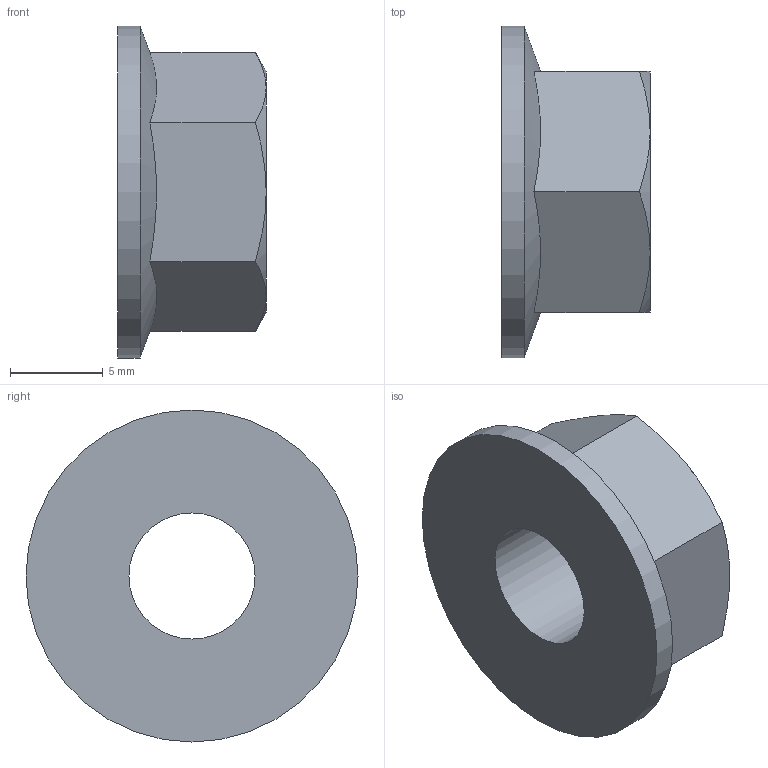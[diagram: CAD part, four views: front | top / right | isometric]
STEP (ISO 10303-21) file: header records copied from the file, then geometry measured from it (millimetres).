
FILE_DESCRIPTION (( 'STEP AP214' ), '1' );
FILE_NAME ('Verzle DIN 6923 - M8.STEP', '2018-09-19T13:15:13', ( '' ), ( '' ), 'SwSTEP 2.0', 'SolidWorks 2018', '' );
FILE_SCHEMA (( 'AUTOMOTIVE_DESIGN' ));
Length unit declared in the file: millimetre
Products named in the file (1): Verzle DIN 6923 - M8
Bounding box: 8 x 17.9 x 17.9 mm (x, y, z)
Volume: 1043.9 mm3; surface area: 940.7 mm2
Topology: 1 solids, 1 shells, 17 faces, 37 edges, 22 vertices
Faces by surface type: plane 8, cone 7, cylinder 2
Full cylindrical faces by diameter (mm): 6.8 x1, 17.9 x1
Entity records: 573 total; most frequent: CARTESIAN_POINT 192, ORIENTED_EDGE 68, DIRECTION 62, EDGE_CURVE 34, AXIS2_PLACEMENT_3D 28, VERTEX_POINT 22, EDGE_LOOP 22, FACE_OUTER_BOUND 19
